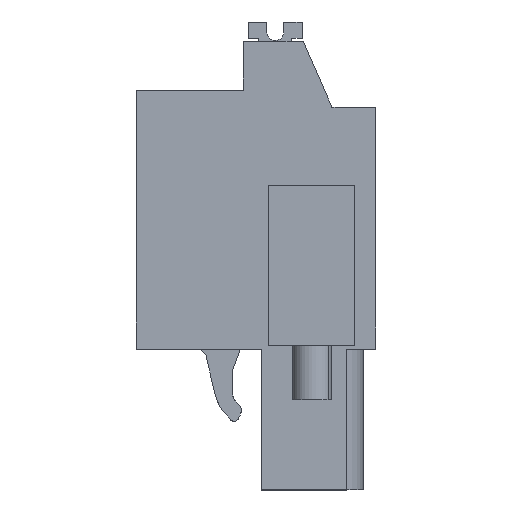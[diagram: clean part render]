
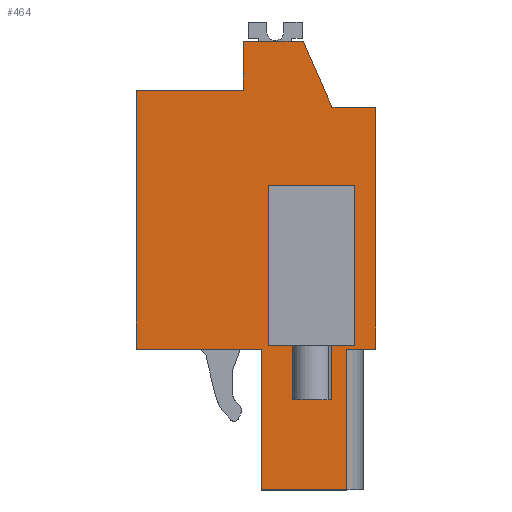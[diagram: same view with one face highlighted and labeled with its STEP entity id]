
A CAD part, left-side view. The second image highlights one B-rep face of the part: STEP entity #464.
In plain terms, the highlighted planar face has unit normal (-1, 0, 0).
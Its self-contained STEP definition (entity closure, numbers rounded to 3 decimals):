
#346=AXIS2_PLACEMENT_3D('Plane Axis2P3D',#343,#344,#345) ;
#42=CARTESIAN_POINT('Vertex',(4.9,7.85,26.59)) ;
#45=CARTESIAN_POINT('Line Origine',(4.9,6.075,26.59)) ;
#49=CARTESIAN_POINT('Vertex',(4.9,4.3,26.59)) ;
#272=CARTESIAN_POINT('Vertex',(4.9,7.85,23.69)) ;
#275=CARTESIAN_POINT('Line Origine',(4.9,7.85,25.14)) ;
#343=CARTESIAN_POINT('Axis2P3D Location',(4.9,6.8,8.35)) ;
#348=CARTESIAN_POINT('Line Origine',(4.9,1.725,4.175)) ;
#352=CARTESIAN_POINT('Vertex',(4.9,1.725,8.35)) ;
#354=CARTESIAN_POINT('Vertex',(4.9,1.725,0.)) ;
#357=CARTESIAN_POINT('Line Origine',(4.9,0.862,8.35)) ;
#361=CARTESIAN_POINT('Vertex',(4.9,0.,8.35)) ;
#364=CARTESIAN_POINT('Line Origine',(4.9,0.,15.52)) ;
#368=CARTESIAN_POINT('Vertex',(4.9,0.,22.69)) ;
#371=CARTESIAN_POINT('Line Origine',(4.9,1.3,22.69)) ;
#375=CARTESIAN_POINT('Vertex',(4.9,2.6,22.69)) ;
#378=CARTESIAN_POINT('Line Origine',(4.9,3.45,24.64)) ;
#383=CARTESIAN_POINT('Line Origine',(4.9,11.025,23.69)) ;
#387=CARTESIAN_POINT('Vertex',(4.9,14.2,23.69)) ;
#390=CARTESIAN_POINT('Line Origine',(4.9,14.2,16.02)) ;
#394=CARTESIAN_POINT('Vertex',(4.9,14.2,8.35)) ;
#397=CARTESIAN_POINT('Line Origine',(4.9,10.485,8.35)) ;
#401=CARTESIAN_POINT('Vertex',(4.9,6.771,8.35)) ;
#404=CARTESIAN_POINT('Line Origine',(4.9,6.771,4.175)) ;
#408=CARTESIAN_POINT('Vertex',(4.9,6.771,0.)) ;
#411=CARTESIAN_POINT('Line Origine',(4.9,4.248,0.)) ;
#430=CARTESIAN_POINT('Line Origine',(4.9,3.8,8.55)) ;
#434=CARTESIAN_POINT('Vertex',(4.9,6.35,8.55)) ;
#436=CARTESIAN_POINT('Vertex',(4.9,1.25,8.55)) ;
#439=CARTESIAN_POINT('Line Origine',(4.9,6.35,13.3)) ;
#443=CARTESIAN_POINT('Vertex',(4.9,6.35,18.05)) ;
#446=CARTESIAN_POINT('Line Origine',(4.9,3.8,18.05)) ;
#450=CARTESIAN_POINT('Vertex',(4.9,1.25,18.05)) ;
#453=CARTESIAN_POINT('Line Origine',(4.9,1.25,13.3)) ;
#46=DIRECTION('Vector Direction',(0.,1.,0.)) ;
#276=DIRECTION('Vector Direction',(0.,0.,-1.)) ;
#344=DIRECTION('Axis2P3D Direction',(1.,0.,0.)) ;
#345=DIRECTION('Axis2P3D XDirection',(0.,1.,0.)) ;
#349=DIRECTION('Vector Direction',(0.,0.,-1.)) ;
#358=DIRECTION('Vector Direction',(0.,-1.,0.)) ;
#365=DIRECTION('Vector Direction',(0.,0.,-1.)) ;
#372=DIRECTION('Vector Direction',(0.,1.,0.)) ;
#379=DIRECTION('Vector Direction',(0.,0.4,0.917)) ;
#384=DIRECTION('Vector Direction',(0.,1.,0.)) ;
#391=DIRECTION('Vector Direction',(0.,0.,1.)) ;
#398=DIRECTION('Vector Direction',(0.,1.,0.)) ;
#405=DIRECTION('Vector Direction',(0.,0.,-1.)) ;
#412=DIRECTION('Vector Direction',(0.,1.,0.)) ;
#431=DIRECTION('Vector Direction',(0.,-1.,0.)) ;
#440=DIRECTION('Vector Direction',(0.,0.,-1.)) ;
#447=DIRECTION('Vector Direction',(0.,-1.,0.)) ;
#454=DIRECTION('Vector Direction',(0.,0.,-1.)) ;
#47=VECTOR('Line Direction',#46,1.) ;
#277=VECTOR('Line Direction',#276,1.) ;
#350=VECTOR('Line Direction',#349,1.) ;
#359=VECTOR('Line Direction',#358,1.) ;
#366=VECTOR('Line Direction',#365,1.) ;
#373=VECTOR('Line Direction',#372,1.) ;
#380=VECTOR('Line Direction',#379,1.) ;
#385=VECTOR('Line Direction',#384,1.) ;
#392=VECTOR('Line Direction',#391,1.) ;
#399=VECTOR('Line Direction',#398,1.) ;
#406=VECTOR('Line Direction',#405,1.) ;
#413=VECTOR('Line Direction',#412,1.) ;
#432=VECTOR('Line Direction',#431,1.) ;
#441=VECTOR('Line Direction',#440,1.) ;
#448=VECTOR('Line Direction',#447,1.) ;
#455=VECTOR('Line Direction',#454,1.) ;
#417=ORIENTED_EDGE('',*,*,#356,.F.) ;
#418=ORIENTED_EDGE('',*,*,#363,.F.) ;
#419=ORIENTED_EDGE('',*,*,#370,.F.) ;
#420=ORIENTED_EDGE('',*,*,#377,.T.) ;
#421=ORIENTED_EDGE('',*,*,#382,.T.) ;
#422=ORIENTED_EDGE('',*,*,#51,.T.) ;
#423=ORIENTED_EDGE('',*,*,#279,.T.) ;
#424=ORIENTED_EDGE('',*,*,#389,.T.) ;
#425=ORIENTED_EDGE('',*,*,#396,.F.) ;
#426=ORIENTED_EDGE('',*,*,#403,.F.) ;
#427=ORIENTED_EDGE('',*,*,#410,.T.) ;
#428=ORIENTED_EDGE('',*,*,#415,.F.) ;
#459=ORIENTED_EDGE('',*,*,#438,.F.) ;
#460=ORIENTED_EDGE('',*,*,#445,.F.) ;
#461=ORIENTED_EDGE('',*,*,#452,.F.) ;
#462=ORIENTED_EDGE('',*,*,#457,.T.) ;
#463=FACE_BOUND('',#458,.T.) ;
#464=ADVANCED_FACE('HOUSING',(#429,#463),#347,.F.) ;
#51=EDGE_CURVE('',#50,#43,#48,.T.) ;
#279=EDGE_CURVE('',#43,#273,#278,.T.) ;
#356=EDGE_CURVE('',#353,#355,#351,.T.) ;
#363=EDGE_CURVE('',#362,#353,#360,.F.) ;
#370=EDGE_CURVE('',#369,#362,#367,.T.) ;
#377=EDGE_CURVE('',#369,#376,#374,.T.) ;
#382=EDGE_CURVE('',#376,#50,#381,.T.) ;
#389=EDGE_CURVE('',#273,#388,#386,.T.) ;
#396=EDGE_CURVE('',#395,#388,#393,.T.) ;
#403=EDGE_CURVE('',#402,#395,#400,.T.) ;
#410=EDGE_CURVE('',#402,#409,#407,.T.) ;
#415=EDGE_CURVE('',#355,#409,#414,.T.) ;
#438=EDGE_CURVE('',#435,#437,#433,.T.) ;
#445=EDGE_CURVE('',#444,#435,#442,.T.) ;
#452=EDGE_CURVE('',#451,#444,#449,.F.) ;
#457=EDGE_CURVE('',#451,#437,#456,.T.) ;
#416=EDGE_LOOP('',(#417,#418,#419,#420,#421,#422,#423,#424,#425,#426,#427,#428)) ;
#458=EDGE_LOOP('',(#459,#460,#461,#462)) ;
#429=FACE_OUTER_BOUND('',#416,.T.) ;
#48=LINE('Line',#45,#47) ;
#278=LINE('Line',#275,#277) ;
#351=LINE('Line',#348,#350) ;
#360=LINE('Line',#357,#359) ;
#367=LINE('Line',#364,#366) ;
#374=LINE('Line',#371,#373) ;
#381=LINE('Line',#378,#380) ;
#386=LINE('Line',#383,#385) ;
#393=LINE('Line',#390,#392) ;
#400=LINE('Line',#397,#399) ;
#407=LINE('Line',#404,#406) ;
#414=LINE('Line',#411,#413) ;
#433=LINE('Line',#430,#432) ;
#442=LINE('Line',#439,#441) ;
#449=LINE('Line',#446,#448) ;
#456=LINE('Line',#453,#455) ;
#347=PLANE('',#346) ;
#43=VERTEX_POINT('',#42) ;
#50=VERTEX_POINT('',#49) ;
#273=VERTEX_POINT('',#272) ;
#353=VERTEX_POINT('',#352) ;
#355=VERTEX_POINT('',#354) ;
#362=VERTEX_POINT('',#361) ;
#369=VERTEX_POINT('',#368) ;
#376=VERTEX_POINT('',#375) ;
#388=VERTEX_POINT('',#387) ;
#395=VERTEX_POINT('',#394) ;
#402=VERTEX_POINT('',#401) ;
#409=VERTEX_POINT('',#408) ;
#435=VERTEX_POINT('',#434) ;
#437=VERTEX_POINT('',#436) ;
#444=VERTEX_POINT('',#443) ;
#451=VERTEX_POINT('',#450) ;
